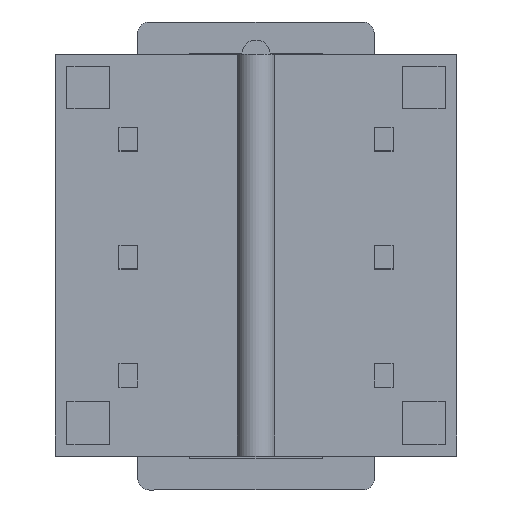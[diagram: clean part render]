
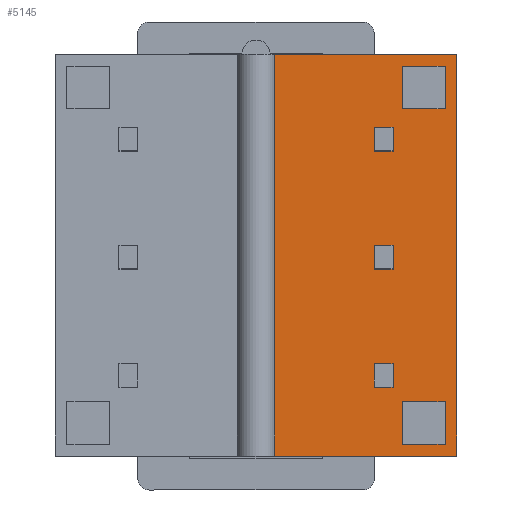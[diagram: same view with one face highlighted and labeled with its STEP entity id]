
A CAD part, top view. The second image highlights one B-rep face of the part: STEP entity #5145.
In plain terms, the highlighted planar face has unit normal (0, 0, 1).
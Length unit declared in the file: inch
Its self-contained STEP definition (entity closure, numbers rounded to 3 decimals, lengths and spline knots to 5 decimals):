
#22=FACE_BOUND('',#626,.T.);
#23=FACE_BOUND('',#627,.T.);
#24=FACE_BOUND('',#628,.T.);
#25=FACE_BOUND('',#629,.T.);
#26=FACE_BOUND('',#630,.T.);
#339=FACE_OUTER_BOUND('',#625,.T.);
#625=EDGE_LOOP('',(#4355,#4356,#4357,#4358));
#626=EDGE_LOOP('',(#4359,#4360,#4361,#4362));
#627=EDGE_LOOP('',(#4363,#4364,#4365,#4366));
#628=EDGE_LOOP('',(#4367,#4368,#4369,#4370));
#629=EDGE_LOOP('',(#4371,#4372,#4373,#4374));
#630=EDGE_LOOP('',(#4375,#4376,#4377,#4378));
#1198=LINE('',#8091,#1866);
#1210=LINE('',#8110,#1878);
#1226=LINE('',#8144,#1894);
#1230=LINE('',#8152,#1898);
#1231=LINE('',#8156,#1899);
#1232=LINE('',#8158,#1900);
#1233=LINE('',#8160,#1901);
#1234=LINE('',#8161,#1902);
#1235=LINE('',#8164,#1903);
#1236=LINE('',#8166,#1904);
#1237=LINE('',#8168,#1905);
#1238=LINE('',#8169,#1906);
#1239=LINE('',#8172,#1907);
#1240=LINE('',#8174,#1908);
#1241=LINE('',#8176,#1909);
#1242=LINE('',#8177,#1910);
#1243=LINE('',#8180,#1911);
#1244=LINE('',#8182,#1912);
#1245=LINE('',#8184,#1913);
#1246=LINE('',#8185,#1914);
#1247=LINE('',#8188,#1915);
#1248=LINE('',#8190,#1916);
#1249=LINE('',#8192,#1917);
#1250=LINE('',#8193,#1918);
#1866=VECTOR('',#6557,0.3937);
#1878=VECTOR('',#6573,0.3937);
#1894=VECTOR('',#6611,0.3937);
#1898=VECTOR('',#6623,0.3937);
#1899=VECTOR('',#6626,0.3937);
#1900=VECTOR('',#6627,0.3937);
#1901=VECTOR('',#6628,0.3937);
#1902=VECTOR('',#6629,0.3937);
#1903=VECTOR('',#6630,0.3937);
#1904=VECTOR('',#6631,0.3937);
#1905=VECTOR('',#6632,0.3937);
#1906=VECTOR('',#6633,0.3937);
#1907=VECTOR('',#6634,0.3937);
#1908=VECTOR('',#6635,0.3937);
#1909=VECTOR('',#6636,0.3937);
#1910=VECTOR('',#6637,0.3937);
#1911=VECTOR('',#6638,0.3937);
#1912=VECTOR('',#6639,0.3937);
#1913=VECTOR('',#6640,0.3937);
#1914=VECTOR('',#6641,0.3937);
#1915=VECTOR('',#6642,0.3937);
#1916=VECTOR('',#6643,0.3937);
#1917=VECTOR('',#6644,0.3937);
#1918=VECTOR('',#6645,0.3937);
#2402=VERTEX_POINT('',#8088);
#2403=VERTEX_POINT('',#8090);
#2407=VERTEX_POINT('',#8107);
#2408=VERTEX_POINT('',#8109);
#2416=VERTEX_POINT('',#8154);
#2417=VERTEX_POINT('',#8155);
#2418=VERTEX_POINT('',#8157);
#2419=VERTEX_POINT('',#8159);
#2420=VERTEX_POINT('',#8162);
#2421=VERTEX_POINT('',#8163);
#2422=VERTEX_POINT('',#8165);
#2423=VERTEX_POINT('',#8167);
#2424=VERTEX_POINT('',#8170);
#2425=VERTEX_POINT('',#8171);
#2426=VERTEX_POINT('',#8173);
#2427=VERTEX_POINT('',#8175);
#2428=VERTEX_POINT('',#8178);
#2429=VERTEX_POINT('',#8179);
#2430=VERTEX_POINT('',#8181);
#2431=VERTEX_POINT('',#8183);
#2432=VERTEX_POINT('',#8186);
#2433=VERTEX_POINT('',#8187);
#2434=VERTEX_POINT('',#8189);
#2435=VERTEX_POINT('',#8191);
#3059=EDGE_CURVE('',#2402,#2403,#1198,.T.);
#3071=EDGE_CURVE('',#2407,#2408,#1210,.T.);
#3088=EDGE_CURVE('',#2403,#2407,#1226,.T.);
#3092=EDGE_CURVE('',#2402,#2408,#1230,.T.);
#3093=EDGE_CURVE('',#2416,#2417,#1231,.T.);
#3094=EDGE_CURVE('',#2417,#2418,#1232,.T.);
#3095=EDGE_CURVE('',#2418,#2419,#1233,.T.);
#3096=EDGE_CURVE('',#2419,#2416,#1234,.T.);
#3097=EDGE_CURVE('',#2420,#2421,#1235,.T.);
#3098=EDGE_CURVE('',#2421,#2422,#1236,.T.);
#3099=EDGE_CURVE('',#2422,#2423,#1237,.T.);
#3100=EDGE_CURVE('',#2423,#2420,#1238,.T.);
#3101=EDGE_CURVE('',#2424,#2425,#1239,.T.);
#3102=EDGE_CURVE('',#2425,#2426,#1240,.T.);
#3103=EDGE_CURVE('',#2426,#2427,#1241,.T.);
#3104=EDGE_CURVE('',#2427,#2424,#1242,.T.);
#3105=EDGE_CURVE('',#2428,#2429,#1243,.T.);
#3106=EDGE_CURVE('',#2429,#2430,#1244,.T.);
#3107=EDGE_CURVE('',#2430,#2431,#1245,.T.);
#3108=EDGE_CURVE('',#2431,#2428,#1246,.T.);
#3109=EDGE_CURVE('',#2432,#2433,#1247,.T.);
#3110=EDGE_CURVE('',#2433,#2434,#1248,.T.);
#3111=EDGE_CURVE('',#2434,#2435,#1249,.T.);
#3112=EDGE_CURVE('',#2435,#2432,#1250,.T.);
#4355=ORIENTED_EDGE('',*,*,#3092,.T.);
#4356=ORIENTED_EDGE('',*,*,#3071,.F.);
#4357=ORIENTED_EDGE('',*,*,#3088,.F.);
#4358=ORIENTED_EDGE('',*,*,#3059,.F.);
#4359=ORIENTED_EDGE('',*,*,#3093,.T.);
#4360=ORIENTED_EDGE('',*,*,#3094,.T.);
#4361=ORIENTED_EDGE('',*,*,#3095,.T.);
#4362=ORIENTED_EDGE('',*,*,#3096,.T.);
#4363=ORIENTED_EDGE('',*,*,#3097,.T.);
#4364=ORIENTED_EDGE('',*,*,#3098,.T.);
#4365=ORIENTED_EDGE('',*,*,#3099,.T.);
#4366=ORIENTED_EDGE('',*,*,#3100,.T.);
#4367=ORIENTED_EDGE('',*,*,#3101,.T.);
#4368=ORIENTED_EDGE('',*,*,#3102,.T.);
#4369=ORIENTED_EDGE('',*,*,#3103,.T.);
#4370=ORIENTED_EDGE('',*,*,#3104,.T.);
#4371=ORIENTED_EDGE('',*,*,#3105,.T.);
#4372=ORIENTED_EDGE('',*,*,#3106,.T.);
#4373=ORIENTED_EDGE('',*,*,#3107,.T.);
#4374=ORIENTED_EDGE('',*,*,#3108,.T.);
#4375=ORIENTED_EDGE('',*,*,#3109,.T.);
#4376=ORIENTED_EDGE('',*,*,#3110,.T.);
#4377=ORIENTED_EDGE('',*,*,#3111,.T.);
#4378=ORIENTED_EDGE('',*,*,#3112,.T.);
#4866=PLANE('',#5500);
#5145=ADVANCED_FACE('',(#339,#22,#23,#24,#25,#26),#4866,.T.);
#5500=AXIS2_PLACEMENT_3D('',#8153,#6624,#6625);
#6557=DIRECTION('',(1.,0.,0.));
#6573=DIRECTION('',(-1.,0.,0.));
#6611=DIRECTION('',(0.,-1.,0.));
#6623=DIRECTION('',(0.,-1.,0.));
#6624=DIRECTION('center_axis',(0.,0.,1.));
#6625=DIRECTION('ref_axis',(1.,0.,0.));
#6626=DIRECTION('',(0.,1.,0.));
#6627=DIRECTION('',(1.,0.,0.));
#6628=DIRECTION('',(0.,-1.,0.));
#6629=DIRECTION('',(-1.,0.,0.));
#6630=DIRECTION('',(0.,1.,0.));
#6631=DIRECTION('',(1.,0.,0.));
#6632=DIRECTION('',(0.,-1.,0.));
#6633=DIRECTION('',(-1.,0.,0.));
#6634=DIRECTION('',(0.,-1.,0.));
#6635=DIRECTION('',(-1.,0.,0.));
#6636=DIRECTION('',(0.,1.,0.));
#6637=DIRECTION('',(1.,0.,0.));
#6638=DIRECTION('',(0.,-1.,0.));
#6639=DIRECTION('',(-1.,0.,0.));
#6640=DIRECTION('',(0.,1.,0.));
#6641=DIRECTION('',(1.,0.,0.));
#6642=DIRECTION('',(0.,-1.,0.));
#6643=DIRECTION('',(-1.,0.,0.));
#6644=DIRECTION('',(0.,1.,0.));
#6645=DIRECTION('',(1.,0.,0.));
#8088=CARTESIAN_POINT('',(0.01575,0.16732,0.01969));
#8090=CARTESIAN_POINT('',(0.16732,0.16732,0.01969));
#8091=CARTESIAN_POINT('',(0.16732,0.16732,0.01969));
#8107=CARTESIAN_POINT('',(0.16732,-0.16732,0.01969));
#8109=CARTESIAN_POINT('',(0.01575,-0.16732,0.01969));
#8110=CARTESIAN_POINT('',(-0.16732,-0.16732,0.01969));
#8144=CARTESIAN_POINT('',(0.16732,-0.16732,0.01969));
#8152=CARTESIAN_POINT('',(0.01575,0.16732,0.01969));
#8153=CARTESIAN_POINT('Origin',(0.,0.,
0.01969));
#8154=CARTESIAN_POINT('',(0.09843,-0.01181,0.01969));
#8155=CARTESIAN_POINT('',(0.09843,0.00787,0.01969));
#8156=CARTESIAN_POINT('',(0.09843,-0.00591,0.01969));
#8157=CARTESIAN_POINT('',(0.11417,0.00787,0.01969));
#8158=CARTESIAN_POINT('',(0.04921,0.00787,0.01969));
#8159=CARTESIAN_POINT('',(0.11417,-0.01181,0.01969));
#8160=CARTESIAN_POINT('',(0.11417,0.00394,0.01969));
#8161=CARTESIAN_POINT('',(0.05709,-0.01181,0.01969));
#8162=CARTESIAN_POINT('',(0.09843,0.08661,0.01969));
#8163=CARTESIAN_POINT('',(0.09843,0.1063,0.01969));
#8164=CARTESIAN_POINT('',(0.09843,0.04331,0.01969));
#8165=CARTESIAN_POINT('',(0.11417,0.1063,0.01969));
#8166=CARTESIAN_POINT('',(0.04921,0.1063,0.01969));
#8167=CARTESIAN_POINT('',(0.11417,0.08661,0.01969));
#8168=CARTESIAN_POINT('',(0.11417,0.05315,0.01969));
#8169=CARTESIAN_POINT('',(0.05709,0.08661,0.01969));
#8170=CARTESIAN_POINT('',(0.11417,-0.09055,0.01969));
#8171=CARTESIAN_POINT('',(0.11417,-0.11024,0.01969));
#8172=CARTESIAN_POINT('',(0.11417,-0.04528,0.01969));
#8173=CARTESIAN_POINT('',(0.09843,-0.11024,0.01969));
#8174=CARTESIAN_POINT('',(0.05709,-0.11024,0.01969));
#8175=CARTESIAN_POINT('',(0.09843,-0.09055,0.01969));
#8176=CARTESIAN_POINT('',(0.09843,-0.05512,0.01969));
#8177=CARTESIAN_POINT('',(0.04921,-0.09055,0.01969));
#8178=CARTESIAN_POINT('',(0.15748,-0.12205,0.01969));
#8179=CARTESIAN_POINT('',(0.15748,-0.15748,0.01969));
#8180=CARTESIAN_POINT('',(0.15748,-0.06102,0.01969));
#8181=CARTESIAN_POINT('',(0.12205,-0.15748,0.01969));
#8182=CARTESIAN_POINT('',(0.07874,-0.15748,0.01969));
#8183=CARTESIAN_POINT('',(0.12205,-0.12205,0.01969));
#8184=CARTESIAN_POINT('',(0.12205,-0.07874,0.01969));
#8185=CARTESIAN_POINT('',(0.06102,-0.12205,0.01969));
#8186=CARTESIAN_POINT('',(0.15748,0.15748,0.01969));
#8187=CARTESIAN_POINT('',(0.15748,0.12205,0.01969));
#8188=CARTESIAN_POINT('',(0.15748,0.07874,0.01969));
#8189=CARTESIAN_POINT('',(0.12205,0.12205,0.01969));
#8190=CARTESIAN_POINT('',(0.07874,0.12205,0.01969));
#8191=CARTESIAN_POINT('',(0.12205,0.15748,0.01969));
#8192=CARTESIAN_POINT('',(0.12205,0.06102,0.01969));
#8193=CARTESIAN_POINT('',(0.06102,0.15748,0.01969));
